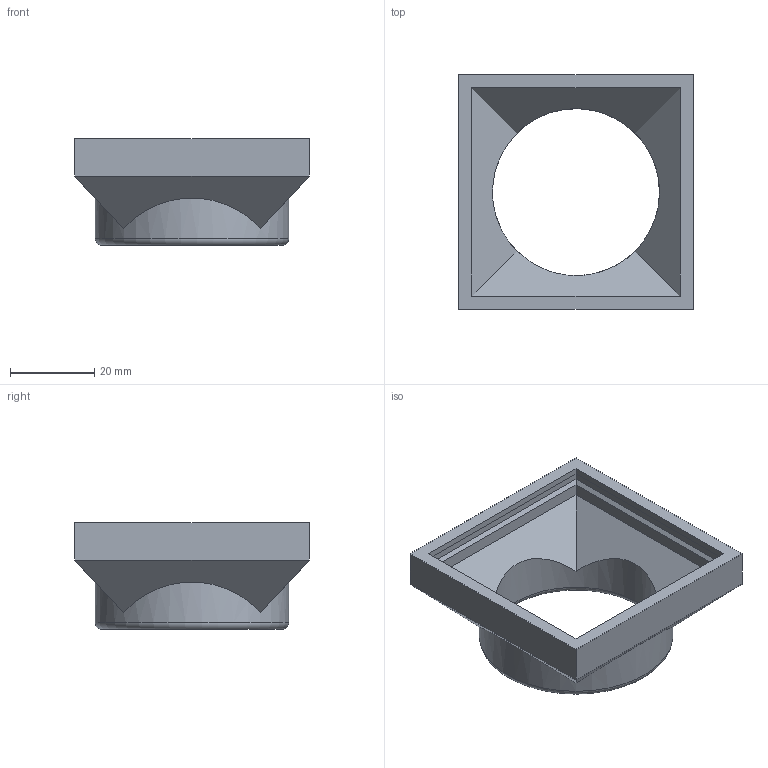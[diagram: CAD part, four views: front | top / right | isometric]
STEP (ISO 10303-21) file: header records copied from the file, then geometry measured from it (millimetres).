
FILE_DESCRIPTION(/* description */ (''),/* implementation_level */ '2;1');
FILE_NAME(/* name */ '47_NIR_filter_holder.stp',/* time_stamp */ '2022-04-27T09:27:06-04:00',/* author */ (''),/* organization */ (''),/* preprocessor_version */ 'ST-DEVELOPER v18.102',/* originating_system */ 'SIEMENS PLM Software NX 2023',/* authorisation */ '');
FILE_SCHEMA (('AP203_CONFIGURATION_CONTROLLED_3D_DESIGN_OF_MECHANICAL_PARTS_AND_ASSEMBLIES_MIM_LF { 1 0 10303 403 2 1 2}'));
Length unit declared in the file: inch
Products named in the file (1): BOX_design_filter_holder_for_file_export_objects
Bounding box: 55.88 x 55.88 x 25.4 mm (x, y, z)
Volume: 15273.8 mm3; surface area: 11121.3 mm2
Topology: 1 solids, 1 shells, 33 faces, 75 edges, 44 vertices
Faces by surface type: plane 30, cylinder 2, torus 1
Full cylindrical faces by diameter (mm): 39.751 x1, 46.101 x1
Entity records: 965 total; most frequent: DIRECTION 150, CARTESIAN_POINT 147, ORIENTED_EDGE 140, EDGE_CURVE 70, LINE 60, VECTOR 60, AXIS2_PLACEMENT_3D 45, VERTEX_POINT 42
